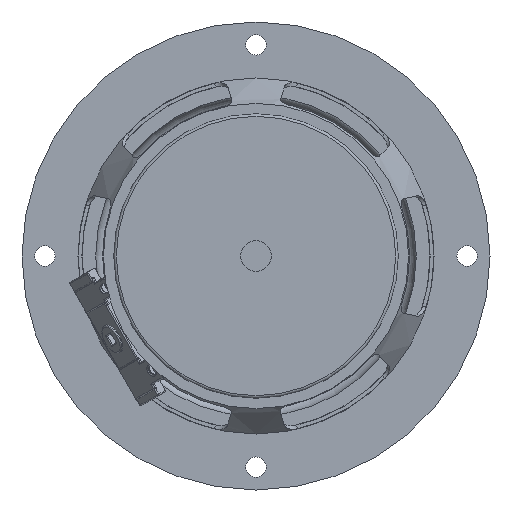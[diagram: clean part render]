
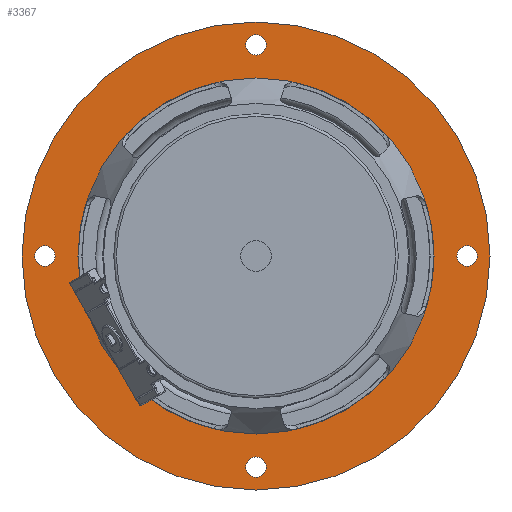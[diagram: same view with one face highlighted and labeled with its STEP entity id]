
A CAD part, front view. The second image highlights one B-rep face of the part: STEP entity #3367.
In plain terms, the highlighted planar face has unit normal (0, -1, 0).
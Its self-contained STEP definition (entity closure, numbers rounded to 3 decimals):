
#585=PLANE('',#3727);
#743=FACE_BOUND('',#1228,.T.);
#744=FACE_BOUND('',#1229,.T.);
#745=FACE_BOUND('',#1230,.T.);
#746=FACE_BOUND('',#1231,.T.);
#747=FACE_BOUND('',#1232,.T.);
#954=FACE_OUTER_BOUND('',#1227,.T.);
#1227=EDGE_LOOP('',(#2906));
#1228=EDGE_LOOP('',(#2907));
#1229=EDGE_LOOP('',(#2908));
#1230=EDGE_LOOP('',(#2909));
#1231=EDGE_LOOP('',(#2910));
#1232=EDGE_LOOP('',(#2911));
#1326=CIRCLE('',#3574,35.);
#1379=CIRCLE('',#3717,2.);
#1380=CIRCLE('',#3719,2.);
#1381=CIRCLE('',#3721,2.);
#1382=CIRCLE('',#3723,2.);
#1383=CIRCLE('',#3726,46.);
#1590=VERTEX_POINT('',#5688);
#1677=VERTEX_POINT('',#6291);
#1678=VERTEX_POINT('',#6294);
#1679=VERTEX_POINT('',#6297);
#1680=VERTEX_POINT('',#6300);
#1681=VERTEX_POINT('',#6304);
#1974=EDGE_CURVE('',#1590,#1590,#1326,.T.);
#2108=EDGE_CURVE('',#1677,#1677,#1379,.T.);
#2109=EDGE_CURVE('',#1678,#1678,#1380,.T.);
#2110=EDGE_CURVE('',#1679,#1679,#1381,.T.);
#2111=EDGE_CURVE('',#1680,#1680,#1382,.T.);
#2112=EDGE_CURVE('',#1681,#1681,#1383,.T.);
#2906=ORIENTED_EDGE('',*,*,#2112,.T.);
#2907=ORIENTED_EDGE('',*,*,#2111,.T.);
#2908=ORIENTED_EDGE('',*,*,#2110,.T.);
#2909=ORIENTED_EDGE('',*,*,#2108,.T.);
#2910=ORIENTED_EDGE('',*,*,#2109,.T.);
#2911=ORIENTED_EDGE('',*,*,#1974,.T.);
#3367=ADVANCED_FACE('',(#954,#743,#744,#745,#746,#747),#585,.F.);
#3574=AXIS2_PLACEMENT_3D('',#5689,#4268,#4269);
#3717=AXIS2_PLACEMENT_3D('',#6292,#4600,#4601);
#3719=AXIS2_PLACEMENT_3D('',#6295,#4604,#4605);
#3721=AXIS2_PLACEMENT_3D('',#6298,#4608,#4609);
#3723=AXIS2_PLACEMENT_3D('',#6301,#4612,#4613);
#3726=AXIS2_PLACEMENT_3D('',#6305,#4618,#4619);
#3727=AXIS2_PLACEMENT_3D('',#6306,#4620,#4621);
#4268=DIRECTION('center_axis',(0.,1.,0.));
#4269=DIRECTION('ref_axis',(-1.,0.,0.));
#4600=DIRECTION('center_axis',(0.,1.,0.));
#4601=DIRECTION('ref_axis',(-1.,0.,0.));
#4604=DIRECTION('center_axis',(0.,1.,0.));
#4605=DIRECTION('ref_axis',(-1.,0.,0.));
#4608=DIRECTION('center_axis',(0.,1.,0.));
#4609=DIRECTION('ref_axis',(-1.,0.,0.));
#4612=DIRECTION('center_axis',(0.,1.,0.));
#4613=DIRECTION('ref_axis',(-1.,0.,0.));
#4618=DIRECTION('center_axis',(0.,-1.,0.));
#4619=DIRECTION('ref_axis',(-1.,0.,0.));
#4620=DIRECTION('center_axis',(0.,1.,0.));
#4621=DIRECTION('ref_axis',(0.,0.,1.));
#5688=CARTESIAN_POINT('',(35.,39.9,0.));
#5689=CARTESIAN_POINT('Origin',(0.,39.9,0.));
#6291=CARTESIAN_POINT('',(43.5,39.9,0.));
#6292=CARTESIAN_POINT('Origin',(41.5,39.9,0.));
#6294=CARTESIAN_POINT('',(2.,39.9,41.5));
#6295=CARTESIAN_POINT('Origin',(0.,39.9,41.5));
#6297=CARTESIAN_POINT('',(2.,39.9,-41.5));
#6298=CARTESIAN_POINT('Origin',(0.,39.9,-41.5));
#6300=CARTESIAN_POINT('',(-39.5,39.9,0.));
#6301=CARTESIAN_POINT('Origin',(-41.5,39.9,0.));
#6304=CARTESIAN_POINT('',(46.,39.9,0.));
#6305=CARTESIAN_POINT('Origin',(0.,39.9,0.));
#6306=CARTESIAN_POINT('Origin',(0.,39.9,0.));
